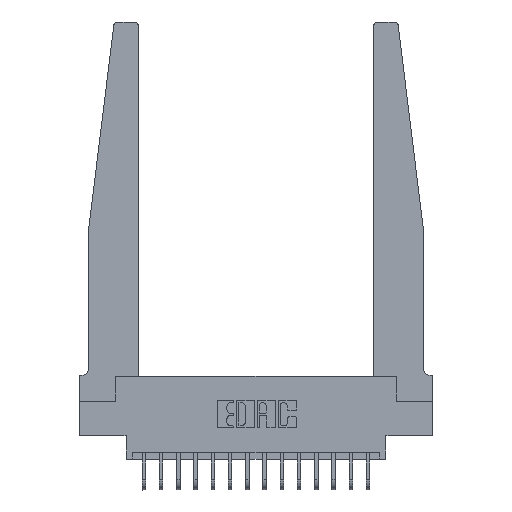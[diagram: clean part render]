
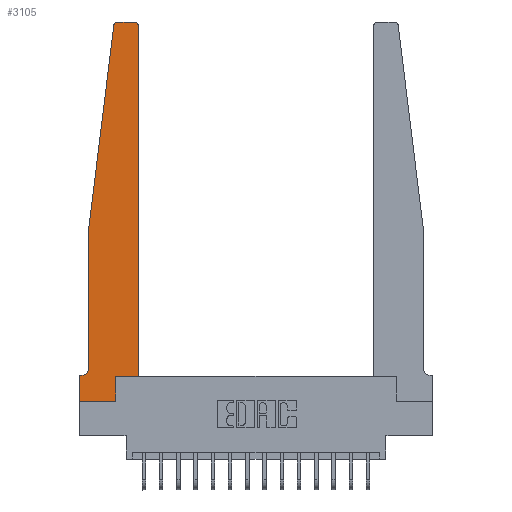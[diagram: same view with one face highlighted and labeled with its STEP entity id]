
A CAD part, top view. The second image highlights one B-rep face of the part: STEP entity #3105.
In plain terms, the highlighted planar face has unit normal (0, 0, 1).
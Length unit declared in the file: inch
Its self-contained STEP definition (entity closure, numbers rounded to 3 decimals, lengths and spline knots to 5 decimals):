
#149 = EDGE_CURVE ( 'NONE', #3452, #2944, #8921, .T. ) ;
#427 = CARTESIAN_POINT ( 'NONE',  ( 0.425, 0.18, 0.37 ) ) ;
#476 = VECTOR ( 'NONE', #3859, 39.37008 ) ;
#635 = EDGE_CURVE ( 'NONE', #13361, #2559, #18314, .T. ) ;
#1150 = CARTESIAN_POINT ( 'NONE',  ( 0.24675, 2.72367, 0.37 ) ) ;
#1203 = LINE ( 'NONE', #7826, #9481 ) ;
#1245 = DIRECTION ( 'NONE',  ( 1., 0., 0. ) ) ;
#1383 = CARTESIAN_POINT ( 'NONE',  ( 0., 0.1875, 0.37 ) ) ;
#1556 = CARTESIAN_POINT ( 'NONE',  ( 0.2605, 0., 0.37 ) ) ;
#1670 = DIRECTION ( 'NONE',  ( 0., 0., 1. ) ) ;
#1915 = LINE ( 'NONE', #3370, #13993 ) ;
#2456 = CIRCLE ( 'NONE', #6968, 0.05 ) ;
#2531 = VECTOR ( 'NONE', #10381, 39.37008 ) ;
#2559 = VERTEX_POINT ( 'NONE', #17024 ) ;
#2909 = DIRECTION ( 'NONE',  ( 1., 0., 0. ) ) ;
#2944 = VERTEX_POINT ( 'NONE', #1150 ) ;
#3105 = ADVANCED_FACE ( 'NONE', ( #4955 ), #4670, .T. ) ;
#3172 = ORIENTED_EDGE ( 'NONE', *, *, #5430, .T. ) ;
#3324 = AXIS2_PLACEMENT_3D ( 'NONE', #4573, #1670, #9137 ) ;
#3370 = CARTESIAN_POINT ( 'NONE',  ( 0.425, 0.18, 0.37 ) ) ;
#3452 = VERTEX_POINT ( 'NONE', #7136 ) ;
#3655 = CARTESIAN_POINT ( 'NONE',  ( 0.2605, 0.18, 0.37 ) ) ;
#3721 = DIRECTION ( 'NONE',  ( -1., 0., 0. ) ) ;
#3767 = DIRECTION ( 'NONE',  ( -1., 0., 0. ) ) ;
#3859 = DIRECTION ( 'NONE',  ( 0., 1., 0. ) ) ;
#3935 = EDGE_CURVE ( 'NONE', #2944, #19267, #16798, .T. ) ;
#4203 = VECTOR ( 'NONE', #7575, 39.37008 ) ;
#4373 = VERTEX_POINT ( 'NONE', #12926 ) ;
#4573 = CARTESIAN_POINT ( 'NONE',  ( 0.395, 2.72, 0.37 ) ) ;
#4670 = PLANE ( 'NONE',  #17486 ) ;
#4955 = FACE_OUTER_BOUND ( 'NONE', #15263, .T. ) ;
#5031 = ORIENTED_EDGE ( 'NONE', *, *, #5855, .T. ) ;
#5088 = VECTOR ( 'NONE', #7721, 39.37008 ) ;
#5336 = ORIENTED_EDGE ( 'NONE', *, *, #10726, .T. ) ;
#5430 = EDGE_CURVE ( 'NONE', #14001, #12371, #9339, .T. ) ;
#5557 = ORIENTED_EDGE ( 'NONE', *, *, #18851, .T. ) ;
#5743 = ORIENTED_EDGE ( 'NONE', *, *, #3935, .T. ) ;
#5781 = LINE ( 'NONE', #427, #6272 ) ;
#5855 = EDGE_CURVE ( 'NONE', #4373, #14001, #2456, .T. ) ;
#6272 = VECTOR ( 'NONE', #17070, 39.37008 ) ;
#6968 = AXIS2_PLACEMENT_3D ( 'NONE', #15847, #12766, #3767 ) ;
#7086 = CARTESIAN_POINT ( 'NONE',  ( 0.425, 0.18, 0.37 ) ) ;
#7136 = CARTESIAN_POINT ( 'NONE',  ( 0.27653, 2.75, 0.37 ) ) ;
#7293 = CARTESIAN_POINT ( 'NONE',  ( 0., 0., 0.37 ) ) ;
#7575 = DIRECTION ( 'NONE',  ( -0.122, -0.992, 0. ) ) ;
#7628 = CARTESIAN_POINT ( 'NONE',  ( 0.425, 2.72, 0.37 ) ) ;
#7721 = DIRECTION ( 'NONE',  ( -1., 0., 0. ) ) ;
#7826 = CARTESIAN_POINT ( 'NONE',  ( 0.065, 1.25, 0.37 ) ) ;
#7925 = VECTOR ( 'NONE', #3721, 39.37008 ) ;
#8026 = DIRECTION ( 'NONE',  ( 0., -1., 0. ) ) ;
#8670 = EDGE_CURVE ( 'NONE', #17805, #13361, #1915, .T. ) ;
#8682 = ORIENTED_EDGE ( 'NONE', *, *, #17056, .T. ) ;
#8921 = CIRCLE ( 'NONE', #11051, 0.03 ) ;
#8955 = DIRECTION ( 'NONE',  ( 1., 0., 0. ) ) ;
#9137 = DIRECTION ( 'NONE',  ( 1., 0., 0. ) ) ;
#9276 = ORIENTED_EDGE ( 'NONE', *, *, #149, .T. ) ;
#9339 = LINE ( 'NONE', #14446, #7925 ) ;
#9481 = VECTOR ( 'NONE', #8026, 39.37008 ) ;
#9559 = LINE ( 'NONE', #12219, #5088 ) ;
#10296 = CARTESIAN_POINT ( 'NONE',  ( 0.27653, 2.72, 0.37 ) ) ;
#10381 = DIRECTION ( 'NONE',  ( 0., -1., 0. ) ) ;
#10726 = EDGE_CURVE ( 'NONE', #12371, #10959, #19144, .T. ) ;
#10959 = VERTEX_POINT ( 'NONE', #17584 ) ;
#11051 = AXIS2_PLACEMENT_3D ( 'NONE', #10296, #14954, #1245 ) ;
#11295 = CARTESIAN_POINT ( 'NONE',  ( 0.015, 0.1875, 0.37 ) ) ;
#11742 = EDGE_CURVE ( 'NONE', #10959, #15805, #14132, .T. ) ;
#12219 = CARTESIAN_POINT ( 'NONE',  ( 0.25, 2.75, 0.37 ) ) ;
#12371 = VERTEX_POINT ( 'NONE', #1383 ) ;
#12565 = DIRECTION ( 'NONE',  ( 0., 1., 0. ) ) ;
#12766 = DIRECTION ( 'NONE',  ( 0., 0., -1. ) ) ;
#12853 = CARTESIAN_POINT ( 'NONE',  ( 0.065, 1.25, 0.37 ) ) ;
#12926 = CARTESIAN_POINT ( 'NONE',  ( 0.065, 0.2375, 0.37 ) ) ;
#12952 = VECTOR ( 'NONE', #2909, 39.37008 ) ;
#13101 = ORIENTED_EDGE ( 'NONE', *, *, #11742, .T. ) ;
#13361 = VERTEX_POINT ( 'NONE', #7628 ) ;
#13993 = VECTOR ( 'NONE', #12565, 39.37008 ) ;
#14001 = VERTEX_POINT ( 'NONE', #11295 ) ;
#14132 = LINE ( 'NONE', #15038, #12952 ) ;
#14446 = CARTESIAN_POINT ( 'NONE',  ( 0.065, 0.1875, 0.37 ) ) ;
#14657 = ORIENTED_EDGE ( 'NONE', *, *, #635, .T. ) ;
#14954 = DIRECTION ( 'NONE',  ( 0., 0., 1. ) ) ;
#15038 = CARTESIAN_POINT ( 'NONE',  ( 0., 0., 0.37 ) ) ;
#15084 = CARTESIAN_POINT ( 'NONE',  ( 0., 0.1875, 0.37 ) ) ;
#15197 = CARTESIAN_POINT ( 'NONE',  ( 0.2605, 0.18, 0.37 ) ) ;
#15213 = DIRECTION ( 'NONE',  ( 0., 0., 1. ) ) ;
#15263 = EDGE_LOOP ( 'NONE', ( #17746, #9276, #5743, #5557, #5031, #3172, #5336, #13101, #19506, #8682, #18525, #14657 ) ) ;
#15805 = VERTEX_POINT ( 'NONE', #1556 ) ;
#15847 = CARTESIAN_POINT ( 'NONE',  ( 0.015, 0.2375, 0.37 ) ) ;
#15912 = VERTEX_POINT ( 'NONE', #15197 ) ;
#16679 = CARTESIAN_POINT ( 'NONE',  ( 0.065, 1.25, 0.37 ) ) ;
#16798 = LINE ( 'NONE', #16679, #4203 ) ;
#16976 = EDGE_CURVE ( 'NONE', #2559, #3452, #9559, .T. ) ;
#17024 = CARTESIAN_POINT ( 'NONE',  ( 0.395, 2.75, 0.37 ) ) ;
#17056 = EDGE_CURVE ( 'NONE', #15912, #17805, #5781, .T. ) ;
#17070 = DIRECTION ( 'NONE',  ( 1., 0., 0. ) ) ;
#17486 = AXIS2_PLACEMENT_3D ( 'NONE', #15084, #15213, #8955 ) ;
#17584 = CARTESIAN_POINT ( 'NONE',  ( 0., 0., 0.37 ) ) ;
#17746 = ORIENTED_EDGE ( 'NONE', *, *, #16976, .T. ) ;
#17805 = VERTEX_POINT ( 'NONE', #7086 ) ;
#18314 = CIRCLE ( 'NONE', #3324, 0.03 ) ;
#18525 = ORIENTED_EDGE ( 'NONE', *, *, #8670, .T. ) ;
#18851 = EDGE_CURVE ( 'NONE', #19267, #4373, #1203, .T. ) ;
#19144 = LINE ( 'NONE', #7293, #2531 ) ;
#19189 = EDGE_CURVE ( 'NONE', #15805, #15912, #19209, .T. ) ;
#19209 = LINE ( 'NONE', #3655, #476 ) ;
#19267 = VERTEX_POINT ( 'NONE', #12853 ) ;
#19506 = ORIENTED_EDGE ( 'NONE', *, *, #19189, .T. ) ;
